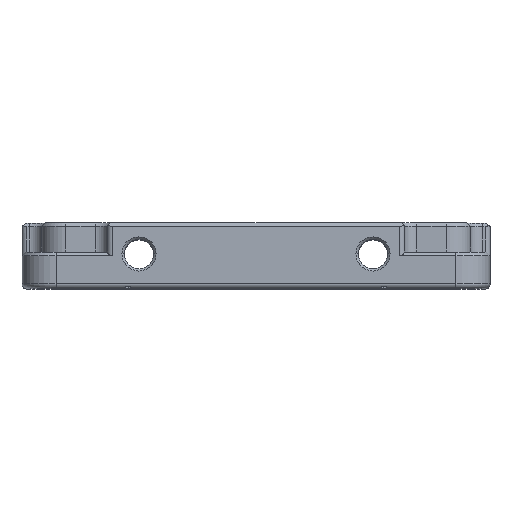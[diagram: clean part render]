
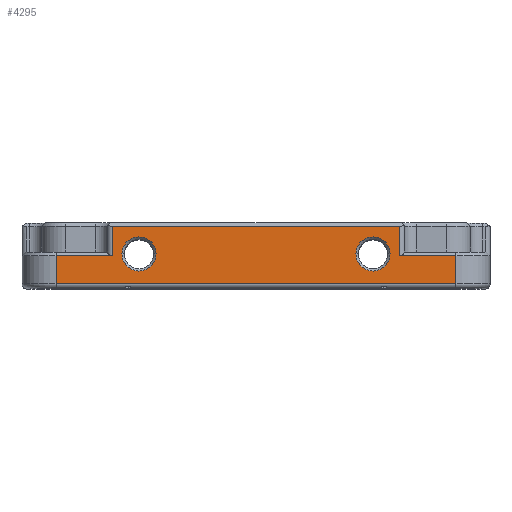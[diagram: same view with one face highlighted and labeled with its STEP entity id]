
A CAD part, top view. The second image highlights one B-rep face of the part: STEP entity #4295.
In plain terms, the highlighted planar face has unit normal (0, 0, 1).
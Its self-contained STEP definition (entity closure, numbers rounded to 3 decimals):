
#2022 = EDGE_CURVE ( 'NONE', #2023, #2299, #8940, .T. ) ;
#2023 = VERTEX_POINT ( 'NONE', #8927 ) ;
#2299 = VERTEX_POINT ( 'NONE', #7565 ) ;
#2421 = EDGE_CURVE ( 'NONE', #2427, #2430, #7737, .T. ) ;
#2427 = VERTEX_POINT ( 'NONE', #7723 ) ;
#2430 = VERTEX_POINT ( 'NONE', #7755 ) ;
#4093 = ORIENTED_EDGE ( 'NONE', *, *, #4185, .T. ) ;
#4100 = ORIENTED_EDGE ( 'NONE', *, *, #4101, .T. ) ;
#4101 = EDGE_CURVE ( 'NONE', #4254, #4227, #11220, .T. ) ;
#4129 = VERTEX_POINT ( 'NONE', #11141 ) ;
#4131 = VERTEX_POINT ( 'NONE', #11134 ) ;
#4132 = ORIENTED_EDGE ( 'NONE', *, *, #4253, .T. ) ;
#4144 = EDGE_CURVE ( 'NONE', #4227, #4166, #10222, .T. ) ;
#4146 = ORIENTED_EDGE ( 'NONE', *, *, #4346, .T. ) ;
#4147 = EDGE_CURVE ( 'NONE', #4226, #4157, #11429, .T. ) ;
#4148 = ORIENTED_EDGE ( 'NONE', *, *, #4147, .T. ) ;
#4149 = EDGE_CURVE ( 'NONE', #4157, #4131, #11415, .T. ) ;
#4157 = VERTEX_POINT ( 'NONE', #11430 ) ;
#4164 = ORIENTED_EDGE ( 'NONE', *, *, #4294, .T. ) ;
#4165 = ORIENTED_EDGE ( 'NONE', *, *, #4144, .T. ) ;
#4166 = VERTEX_POINT ( 'NONE', #11383 ) ;
#4170 = ORIENTED_EDGE ( 'NONE', *, *, #2022, .T. ) ;
#4174 = ORIENTED_EDGE ( 'NONE', *, *, #4330, .T. ) ;
#4175 = EDGE_LOOP ( 'NONE', ( #4170, #4164 ) ) ;
#4184 = ORIENTED_EDGE ( 'NONE', *, *, #4149, .T. ) ;
#4185 = EDGE_CURVE ( 'NONE', #4131, #4129, #11384, .T. ) ;
#4226 = VERTEX_POINT ( 'NONE', #11523 ) ;
#4227 = VERTEX_POINT ( 'NONE', #11352 ) ;
#4253 = EDGE_CURVE ( 'NONE', #4129, #4266, #11455, .T. ) ;
#4254 = VERTEX_POINT ( 'NONE', #11444 ) ;
#4264 = ORIENTED_EDGE ( 'NONE', *, *, #4265, .T. ) ;
#4265 = EDGE_CURVE ( 'NONE', #4266, #4254, #11445, .T. ) ;
#4266 = VERTEX_POINT ( 'NONE', #11367 ) ;
#4294 = EDGE_CURVE ( 'NONE', #2299, #2023, #11740, .T. ) ;
#4295 = ADVANCED_FACE ( 'NONE', ( #11567, #11625, #11550 ), #11548, .F. ) ;
#4314 = ORIENTED_EDGE ( 'NONE', *, *, #2421, .T. ) ;
#4315 = EDGE_LOOP ( 'NONE', ( #4165, #4146, #4148, #4184, #4093, #4132, #4264, #4100 ) ) ;
#4329 = EDGE_LOOP ( 'NONE', ( #4314, #4174 ) ) ;
#4330 = EDGE_CURVE ( 'NONE', #2430, #2427, #11568, .T. ) ;
#4346 = EDGE_CURVE ( 'NONE', #4166, #4226, #11725, .T. ) ;
#7565 = CARTESIAN_POINT ( 'NONE',  ( 41., 14.2, 78. ) ) ;
#7720 = DIRECTION ( 'NONE',  ( -1., 0., 0. ) ) ;
#7721 = DIRECTION ( 'NONE',  ( 0., 0., -1. ) ) ;
#7722 = CARTESIAN_POINT ( 'NONE',  ( -48., 14.2, 78. ) ) ;
#7723 = CARTESIAN_POINT ( 'NONE',  ( -41., 14.2, 78. ) ) ;
#7731 = AXIS2_PLACEMENT_3D ( 'NONE', #7722, #7721, #7720 ) ;
#7737 = CIRCLE ( 'NONE', #7731, 7. ) ;
#7755 = CARTESIAN_POINT ( 'NONE',  ( -55., 14.2, 78. ) ) ;
#8863 = CARTESIAN_POINT ( 'NONE',  ( 48., 14.2, 78. ) ) ;
#8925 = DIRECTION ( 'NONE',  ( -1., 0., 0. ) ) ;
#8926 = DIRECTION ( 'NONE',  ( 0., 0., -1. ) ) ;
#8927 = CARTESIAN_POINT ( 'NONE',  ( 55., 14.2, 78. ) ) ;
#8935 = AXIS2_PLACEMENT_3D ( 'NONE', #8863, #8926, #8925 ) ;
#8940 = CIRCLE ( 'NONE', #8935, 7. ) ;
#10221 = CARTESIAN_POINT ( 'NONE',  ( -54.232, 2., 78. ) ) ;
#10222 = LINE ( 'NONE', #10221, #10528 ) ;
#10528 = VECTOR ( 'NONE', #10539, 1000. ) ;
#10539 = DIRECTION ( 'NONE',  ( 1., 0., 0. ) ) ;
#11134 = CARTESIAN_POINT ( 'NONE',  ( 59., 25.5, 78. ) ) ;
#11141 = CARTESIAN_POINT ( 'NONE',  ( -59., 25.5, 78. ) ) ;
#11220 = LINE ( 'NONE', #11287, #11283 ) ;
#11282 = DIRECTION ( 'NONE',  ( 0., -1., 0. ) ) ;
#11283 = VECTOR ( 'NONE', #11282, 1000. ) ;
#11287 = CARTESIAN_POINT ( 'NONE',  ( -82., 27., 78. ) ) ;
#11352 = CARTESIAN_POINT ( 'NONE',  ( -82., 2., 78. ) ) ;
#11361 = VECTOR ( 'NONE', #11368, 1000. ) ;
#11367 = CARTESIAN_POINT ( 'NONE',  ( -59., 13.5, 78. ) ) ;
#11368 = DIRECTION ( 'NONE',  ( -1., 0., 0. ) ) ;
#11369 = CARTESIAN_POINT ( 'NONE',  ( -96., 13.5, 78. ) ) ;
#11370 = DIRECTION ( 'NONE',  ( 0., -1., 0. ) ) ;
#11371 = VECTOR ( 'NONE', #11370, 1000. ) ;
#11383 = CARTESIAN_POINT ( 'NONE',  ( 82., 2., 78. ) ) ;
#11384 = LINE ( 'NONE', #11494, #11493 ) ;
#11414 = CARTESIAN_POINT ( 'NONE',  ( 59., 25.5, 78. ) ) ;
#11415 = LINE ( 'NONE', #11414, #11435 ) ;
#11416 = DIRECTION ( 'NONE',  ( -1., 0., 0. ) ) ;
#11417 = VECTOR ( 'NONE', #11416, 1000. ) ;
#11418 = CARTESIAN_POINT ( 'NONE',  ( -96., 13.5, 78. ) ) ;
#11429 = LINE ( 'NONE', #11418, #11417 ) ;
#11430 = CARTESIAN_POINT ( 'NONE',  ( 59., 13.5, 78. ) ) ;
#11434 = DIRECTION ( 'NONE',  ( 0., 1., 0. ) ) ;
#11435 = VECTOR ( 'NONE', #11434, 1000. ) ;
#11444 = CARTESIAN_POINT ( 'NONE',  ( -82., 13.5, 78. ) ) ;
#11445 = LINE ( 'NONE', #11369, #11361 ) ;
#11454 = CARTESIAN_POINT ( 'NONE',  ( -59., 27., 78. ) ) ;
#11455 = LINE ( 'NONE', #11454, #11371 ) ;
#11493 = VECTOR ( 'NONE', #11510, 1000. ) ;
#11494 = CARTESIAN_POINT ( 'NONE',  ( -96., 25.5, 78. ) ) ;
#11510 = DIRECTION ( 'NONE',  ( -1., 0., 0. ) ) ;
#11523 = CARTESIAN_POINT ( 'NONE',  ( 82., 13.5, 78. ) ) ;
#11548 = PLANE ( 'NONE',  #11656 ) ;
#11550 = FACE_OUTER_BOUND ( 'NONE', #4315, .T. ) ;
#11567 = FACE_BOUND ( 'NONE', #4329, .T. ) ;
#11568 = CIRCLE ( 'NONE', #11750, 7. ) ;
#11585 = DIRECTION ( 'NONE',  ( -1., 0., 0. ) ) ;
#11586 = DIRECTION ( 'NONE',  ( 0., 0., -1. ) ) ;
#11587 = CARTESIAN_POINT ( 'NONE',  ( -96., 27., 78. ) ) ;
#11593 = DIRECTION ( 'NONE',  ( -1., 0., 0. ) ) ;
#11594 = DIRECTION ( 'NONE',  ( 0., 0., -1. ) ) ;
#11595 = CARTESIAN_POINT ( 'NONE',  ( 48., 14.2, 78. ) ) ;
#11596 = AXIS2_PLACEMENT_3D ( 'NONE', #11595, #11594, #11593 ) ;
#11613 = DIRECTION ( 'NONE',  ( -1., 0., 0. ) ) ;
#11614 = DIRECTION ( 'NONE',  ( 0., 0., -1. ) ) ;
#11615 = CARTESIAN_POINT ( 'NONE',  ( -48., 14.2, 78. ) ) ;
#11625 = FACE_BOUND ( 'NONE', #4175, .T. ) ;
#11656 = AXIS2_PLACEMENT_3D ( 'NONE', #11587, #11586, #11585 ) ;
#11722 = DIRECTION ( 'NONE',  ( 0., 1., 0. ) ) ;
#11723 = VECTOR ( 'NONE', #11722, 1000. ) ;
#11724 = CARTESIAN_POINT ( 'NONE',  ( 82., 27., 78. ) ) ;
#11725 = LINE ( 'NONE', #11724, #11723 ) ;
#11740 = CIRCLE ( 'NONE', #11596, 7. ) ;
#11750 = AXIS2_PLACEMENT_3D ( 'NONE', #11615, #11614, #11613 ) ;
